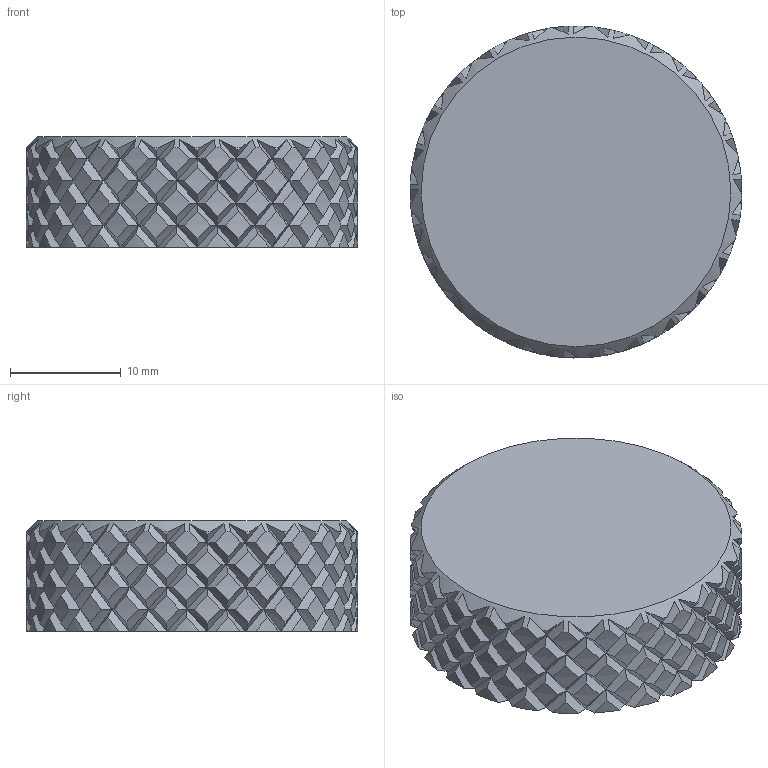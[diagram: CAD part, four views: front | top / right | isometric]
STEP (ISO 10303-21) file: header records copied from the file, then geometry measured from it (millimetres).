
FILE_DESCRIPTION(('FreeCAD Model'),'2;1');
FILE_NAME('Open CASCADE Shape Model','2025-07-04T17:18:55',('Author'),( ''),'Open CASCADE STEP processor 7.8','FreeCAD','Unknown');
FILE_SCHEMA(('AUTOMOTIVE_DESIGN { 1 0 10303 214 1 1 1 1 }'));
Length unit declared in the file: millimetre
Products named in the file (1): Body002
Bounding box: 30 x 30 x 10 mm (x, y, z)
Volume: 6662.7 mm3; surface area: 2805.2 mm2
Topology: 1 solids, 1 shells, 659 faces, 1418 edges, 762 vertices
Faces by surface type: bspline 500, cylinder 151, plane 7, cone 1
Full cylindrical faces by diameter (mm): 6 x1
Entity records: 24453 total; most frequent: CARTESIAN_POINT 14609, ORIENTED_EDGE 2836, EDGE_CURVE 1418, B_SPLINE_CURVE_WITH_KNOTS 1326, VERTEX_POINT 762, FACE_BOUND 660, EDGE_LOOP 660, ADVANCED_FACE 659
